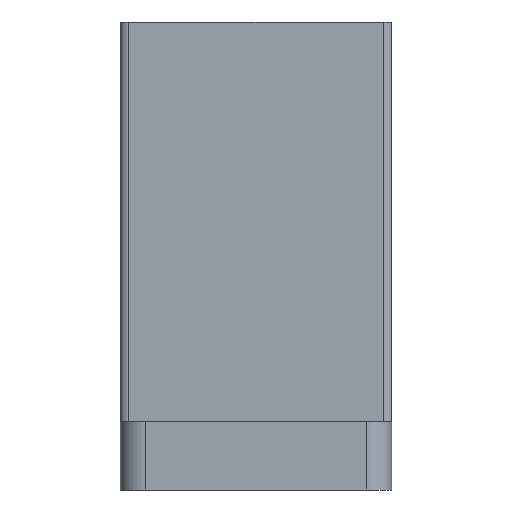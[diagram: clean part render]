
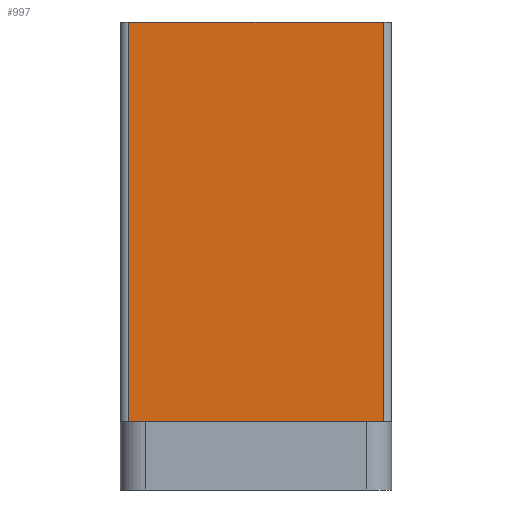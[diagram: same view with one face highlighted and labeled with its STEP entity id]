
A CAD part, left-side view. The second image highlights one B-rep face of the part: STEP entity #997.
In plain terms, the highlighted planar face has unit normal (-1, 0, 0).
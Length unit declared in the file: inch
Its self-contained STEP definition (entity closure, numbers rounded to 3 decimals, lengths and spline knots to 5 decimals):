
#36 = LINE ( 'NONE', #879, #559 ) ;
#87 = LINE ( 'NONE', #999, #976 ) ;
#166 = EDGE_CURVE ( 'NONE', #1103, #712, #924, .T. ) ;
#199 = EDGE_CURVE ( 'NONE', #998, #1103, #36, .T. ) ;
#202 = CARTESIAN_POINT ( 'NONE',  ( -0.1365, -0.14875, 0.547 ) ) ;
#321 = DIRECTION ( 'NONE',  ( 0., -1., 0. ) ) ;
#342 = CARTESIAN_POINT ( 'NONE',  ( -0.1365, -0.15875, 0.08 ) ) ;
#352 = PLANE ( 'NONE',  #1047 ) ;
#465 = DIRECTION ( 'NONE',  ( 0., -1., 0. ) ) ;
#474 = CARTESIAN_POINT ( 'NONE',  ( -0.1365, -0.15875, 0.547 ) ) ;
#559 = VECTOR ( 'NONE', #1225, 39.37008 ) ;
#591 = DIRECTION ( 'NONE',  ( 0., 0., -1. ) ) ;
#653 = CARTESIAN_POINT ( 'NONE',  ( -0.1365, -0.14875, 0.547 ) ) ;
#685 = EDGE_CURVE ( 'NONE', #712, #739, #1184, .T. ) ;
#710 = ORIENTED_EDGE ( 'NONE', *, *, #685, .T. ) ;
#712 = VERTEX_POINT ( 'NONE', #756 ) ;
#736 = ORIENTED_EDGE ( 'NONE', *, *, #784, .F. ) ;
#739 = VERTEX_POINT ( 'NONE', #202 ) ;
#756 = CARTESIAN_POINT ( 'NONE',  ( -0.1365, -0.14875, 0.08 ) ) ;
#784 = EDGE_CURVE ( 'NONE', #998, #739, #87, .T. ) ;
#811 = CARTESIAN_POINT ( 'NONE',  ( -0.1365, 0.14875, 0.547 ) ) ;
#879 = CARTESIAN_POINT ( 'NONE',  ( -0.1365, 0.14875, 0.547 ) ) ;
#889 = VECTOR ( 'NONE', #465, 39.37008 ) ;
#923 = FACE_OUTER_BOUND ( 'NONE', #1265, .T. ) ;
#924 = LINE ( 'NONE', #342, #889 ) ;
#976 = VECTOR ( 'NONE', #321, 39.37008 ) ;
#997 = ADVANCED_FACE ( 'NONE', ( #923 ), #352, .F. ) ;
#998 = VERTEX_POINT ( 'NONE', #811 ) ;
#999 = CARTESIAN_POINT ( 'NONE',  ( -0.1365, -0.15875, 0.547 ) ) ;
#1047 = AXIS2_PLACEMENT_3D ( 'NONE', #474, #1256, #591 ) ;
#1072 = CARTESIAN_POINT ( 'NONE',  ( -0.1365, 0.14875, 0.08 ) ) ;
#1103 = VERTEX_POINT ( 'NONE', #1072 ) ;
#1119 = VECTOR ( 'NONE', #1438, 39.37008 ) ;
#1124 = ORIENTED_EDGE ( 'NONE', *, *, #199, .T. ) ;
#1184 = LINE ( 'NONE', #653, #1119 ) ;
#1205 = ORIENTED_EDGE ( 'NONE', *, *, #166, .T. ) ;
#1225 = DIRECTION ( 'NONE',  ( 0., 0., -1. ) ) ;
#1256 = DIRECTION ( 'NONE',  ( 1., 0., 0. ) ) ;
#1265 = EDGE_LOOP ( 'NONE', ( #1205, #710, #736, #1124 ) ) ;
#1438 = DIRECTION ( 'NONE',  ( 0., 0., 1. ) ) ;
